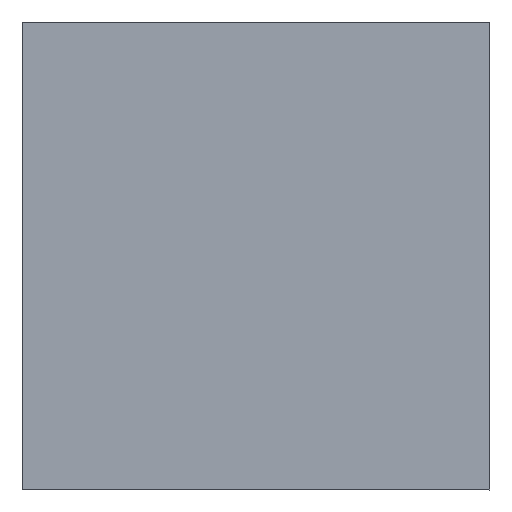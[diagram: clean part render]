
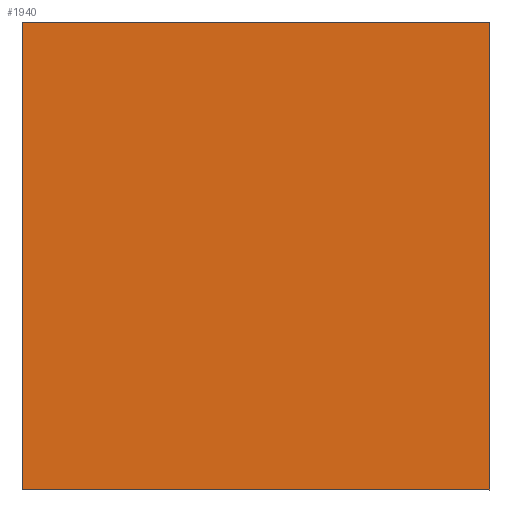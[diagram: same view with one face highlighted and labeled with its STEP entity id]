
A CAD part, front view. The second image highlights one B-rep face of the part: STEP entity #1940.
In plain terms, the highlighted planar face has unit normal (0, -1, 0).
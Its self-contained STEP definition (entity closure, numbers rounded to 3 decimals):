
#78=ORIENTED_EDGE('',*,*,#654,.T.);
#79=ORIENTED_EDGE('',*,*,#655,.T.);
#80=ORIENTED_EDGE('',*,*,#656,.T.);
#81=ORIENTED_EDGE('',*,*,#657,.T.);
#654=EDGE_CURVE('',#942,#943,#1134,.T.);
#655=EDGE_CURVE('',#943,#944,#1135,.T.);
#656=EDGE_CURVE('',#944,#945,#1136,.T.);
#657=EDGE_CURVE('',#945,#942,#1137,.T.);
#942=VERTEX_POINT('',#3100);
#943=VERTEX_POINT('',#3101);
#944=VERTEX_POINT('',#3103);
#945=VERTEX_POINT('',#3105);
#1134=LINE('',#3099,#1390);
#1135=LINE('',#3102,#1391);
#1136=LINE('',#3104,#1392);
#1137=LINE('',#3106,#1393);
#1390=VECTOR('',#2571,1000.);
#1391=VECTOR('',#2572,1000.);
#1392=VECTOR('',#2573,1000.);
#1393=VECTOR('',#2574,1000.);
#1646=EDGE_LOOP('',(#78,#79,#80,#81));
#1750=FACE_BOUND('',#1646,.T.);
#1854=PLANE('',#2431);
#1940=ADVANCED_FACE('',(#1750),#1854,.T.);
#2431=AXIS2_PLACEMENT_3D('',#3098,#2569,#2570);
#2569=DIRECTION('',(0.,-1.,0.));
#2570=DIRECTION('',(0.,0.,-1.));
#2571=DIRECTION('',(1.,0.,0.));
#2572=DIRECTION('',(0.,0.,1.));
#2573=DIRECTION('',(-1.,0.,0.));
#2574=DIRECTION('',(0.,0.,-1.));
#3098=CARTESIAN_POINT('',(0.,0.,0.));
#3099=CARTESIAN_POINT('',(-0.5,0.,-0.5));
#3100=CARTESIAN_POINT('',(-0.5,0.,-0.5));
#3101=CARTESIAN_POINT('',(0.5,0.,-0.5));
#3102=CARTESIAN_POINT('',(0.5,0.,-0.5));
#3103=CARTESIAN_POINT('',(0.5,0.,0.5));
#3104=CARTESIAN_POINT('',(0.5,0.,0.5));
#3105=CARTESIAN_POINT('',(-0.5,0.,0.5));
#3106=CARTESIAN_POINT('',(-0.5,0.,0.5));
